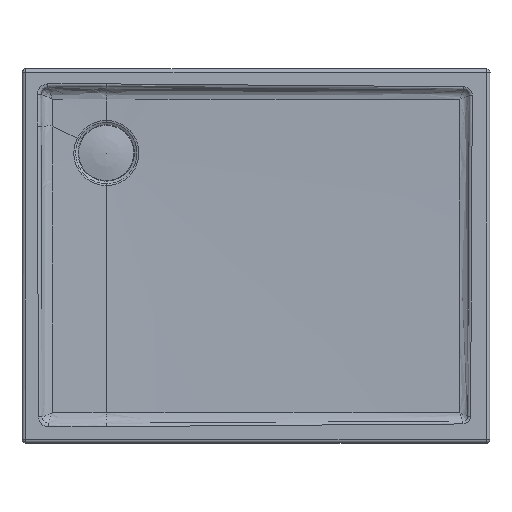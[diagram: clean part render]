
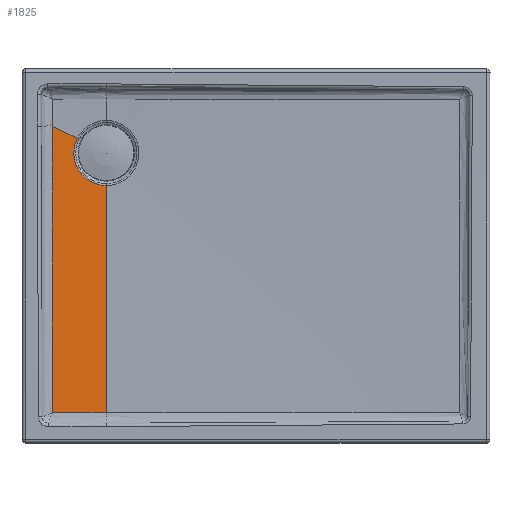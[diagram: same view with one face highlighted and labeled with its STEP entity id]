
A CAD part, top view. The second image highlights one B-rep face of the part: STEP entity #1825.
In plain terms, the highlighted conical face has half-angle 88.707 degrees and reference radius 1000 mm.
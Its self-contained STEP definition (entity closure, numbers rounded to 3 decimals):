
#229=CARTESIAN_POINT('',(-339.49,270.,-29.866));
#230=VERTEX_POINT('',#229);
#306=CARTESIAN_POINT('',(-238.923,332.154,-29.866));
#307=VERTEX_POINT('',#306);
#428=CARTESIAN_POINT('',(-238.923,332.154,-29.866));
#429=CARTESIAN_POINT('',(-241.918,333.651,-29.866));
#430=CARTESIAN_POINT('',(-248.16,336.232,-29.866));
#431=CARTESIAN_POINT('',(-258.056,338.703,-29.866));
#432=CARTESIAN_POINT('',(-268.067,339.706,-29.866));
#433=CARTESIAN_POINT('',(-278.219,339.254,-29.866));
#434=CARTESIAN_POINT('',(-288.203,337.315,-29.866));
#435=CARTESIAN_POINT('',(-297.697,333.999,-29.866));
#436=CARTESIAN_POINT('',(-306.744,329.272,-29.866));
#437=CARTESIAN_POINT('',(-314.919,323.336,-29.866));
#438=CARTESIAN_POINT('',(-322.162,316.286,-29.866));
#439=CARTESIAN_POINT('',(-330.41,305.493,-29.866));
#440=CARTESIAN_POINT('',(-337.523,290.151,-29.866));
#441=CARTESIAN_POINT('',(-339.49,276.696,-29.866));
#442=CARTESIAN_POINT('',(-339.49,270.,-29.866));
#443=B_SPLINE_CURVE_WITH_KNOTS('',3,(#428,#429,#430,#431,#432,#433,#434,#435,#436,#437,#438,#439,#440,#441,#442),.UNSPECIFIED.,.F.,.U.,(4,1,1,1,1,1,1,1,1,1,1,1,4),(0.,1.007,2.014,3.021,4.028,5.035,6.042,7.049,8.056,9.063,10.07,12.084,14.098),.UNSPECIFIED.);
#444=EDGE_CURVE('',#307,#230,#443,.T.);
#477=CARTESIAN_POINT('',(-212.248,385.504,-28.52));
#478=VERTEX_POINT('',#477);
#492=CARTESIAN_POINT('',(-238.923,332.154,-29.866));
#493=DIRECTION('',(0.447,0.894,0.023));
#494=VECTOR('',#493,59.663);
#495=LINE('',#492,#494);
#496=EDGE_CURVE('',#307,#478,#495,.T.);
#507=CARTESIAN_POINT('',(-825.564,270.,-18.898));
#508=VERTEX_POINT('',#507);
#509=CARTESIAN_POINT('',(-339.49,270.,-29.866));
#510=CARTESIAN_POINT('',(-582.527,270.,-24.382));
#511=CARTESIAN_POINT('',(-825.564,270.,-18.898));
#512=B_SPLINE_CURVE_WITH_KNOTS('',2,(#509,#510,#511),.UNSPECIFIED.,.F.,.U.,(3,3),(-443.123,43.075),.UNSPECIFIED.);
#513=EDGE_CURVE('',#230,#508,#512,.T.);
#1769=CARTESIAN_POINT('',(-270.,270.,-8.87));
#1770=DIRECTION('',(0.0,0.0,1.0));
#1771=DIRECTION('',(0.447,0.894,0.0));
#1772=AXIS2_PLACEMENT_3D('',#1769,#1770,#1771);
#1773=CONICAL_SURFACE('',#1772,1000.,88.707);
#1774=ORIENTED_EDGE('',*,*,#444,.F.);
#1775=ORIENTED_EDGE('',*,*,#496,.T.);
#1776=CARTESIAN_POINT('',(-825.552,385.114,-18.632));
#1777=VERTEX_POINT('',#1776);
#1778=CARTESIAN_POINT('',(-212.248,385.504,-28.52));
#1779=CARTESIAN_POINT('',(-223.589,385.524,-28.634));
#1780=CARTESIAN_POINT('',(-234.856,385.542,-28.72));
#1781=CARTESIAN_POINT('',(-246.038,385.552,-28.771));
#1782=CARTESIAN_POINT('',(-262.705,385.568,-28.847));
#1783=CARTESIAN_POINT('',(-279.196,385.567,-28.844));
#1784=CARTESIAN_POINT('',(-295.876,385.55,-28.762));
#1785=CARTESIAN_POINT('',(-312.6,385.533,-28.68));
#1786=CARTESIAN_POINT('',(-329.55,385.502,-28.519));
#1787=CARTESIAN_POINT('',(-346.558,385.47,-28.308));
#1788=CARTESIAN_POINT('',(-355.253,385.454,-28.2));
#1789=CARTESIAN_POINT('',(-363.953,385.437,-28.079));
#1790=CARTESIAN_POINT('',(-372.623,385.421,-27.949));
#1791=CARTESIAN_POINT('',(-387.264,385.395,-27.73));
#1792=CARTESIAN_POINT('',(-401.821,385.371,-27.487));
#1793=CARTESIAN_POINT('',(-416.234,385.349,-27.231));
#1794=CARTESIAN_POINT('',(-435.998,385.32,-26.882));
#1795=CARTESIAN_POINT('',(-455.519,385.296,-26.51));
#1796=CARTESIAN_POINT('',(-474.852,385.277,-26.13));
#1797=CARTESIAN_POINT('',(-497.867,385.253,-25.678));
#1798=CARTESIAN_POINT('',(-520.62,385.235,-25.213));
#1799=CARTESIAN_POINT('',(-543.236,385.219,-24.743));
#1800=CARTESIAN_POINT('',(-577.573,385.196,-24.029));
#1801=CARTESIAN_POINT('',(-611.529,385.179,-23.304));
#1802=CARTESIAN_POINT('',(-645.38,385.165,-22.574));
#1803=CARTESIAN_POINT('',(-675.62,385.153,-21.922));
#1804=CARTESIAN_POINT('',(-705.687,385.144,-21.267));
#1805=CARTESIAN_POINT('',(-735.676,385.135,-20.61));
#1806=CARTESIAN_POINT('',(-757.492,385.129,-20.132));
#1807=CARTESIAN_POINT('',(-779.29,385.124,-19.653));
#1808=CARTESIAN_POINT('',(-801.076,385.119,-19.173));
#1809=CARTESIAN_POINT('',(-809.239,385.118,-18.993));
#1810=CARTESIAN_POINT('',(-817.398,385.116,-18.812));
#1811=CARTESIAN_POINT('',(-825.552,385.114,-18.632));
#1812=B_SPLINE_CURVE_WITH_KNOTS('',3,(#1778,#1779,#1780,#1781,#1782,#1783,#1784,#1785,#1786,#1787,#1788,#1789,#1790,#1791,#1792,#1793,#1794,#1795,#1796,#1797,#1798,#1799,#1800,#1801,#1802,#1803,#1804,#1805,#1806,#1807,#1808,#1809,#1810,#1811),.UNSPECIFIED.,.F.,.U.,(4,3,3,3,3,3,3,3,3,3,3,4),(300.633,344.635,410.219,475.976,509.596,566.375,644.231,736.911,877.628,1003.334,1094.777,1129.04),.UNSPECIFIED.);
#1813=EDGE_CURVE('',#478,#1777,#1812,.T.);
#1814=ORIENTED_EDGE('',*,*,#1813,.T.);
#1815=CARTESIAN_POINT('',(-825.552,385.114,-18.632));
#1816=CARTESIAN_POINT('',(-825.56,347.204,-18.806));
#1817=CARTESIAN_POINT('',(-825.564,308.615,-18.898));
#1818=CARTESIAN_POINT('',(-825.564,270.,-18.898));
#1819=B_SPLINE_CURVE_WITH_KNOTS('',3,(#1815,#1816,#1817,#1818),.UNSPECIFIED.,.F.,.U.,(4,4),(363.575,481.167),.UNSPECIFIED.);
#1820=EDGE_CURVE('',#1777,#508,#1819,.T.);
#1821=ORIENTED_EDGE('',*,*,#1820,.T.);
#1822=ORIENTED_EDGE('',*,*,#513,.F.);
#1823=EDGE_LOOP('',(#1774,#1775,#1814,#1821,#1822));
#1824=FACE_OUTER_BOUND('',#1823,.T.);
#1825=ADVANCED_FACE('',(#1824),#1773,.F.);
